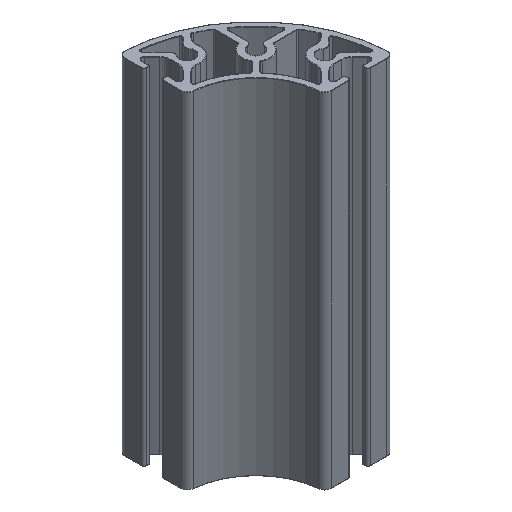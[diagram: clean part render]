
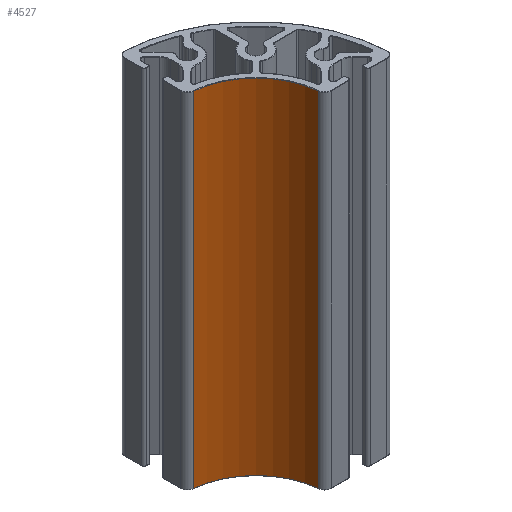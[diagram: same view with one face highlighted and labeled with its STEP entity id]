
A CAD part, isometric view. The second image highlights one B-rep face of the part: STEP entity #4527.
In plain terms, the highlighted cylindrical face has radius 20 mm (diameter 40 mm), a partial arc.
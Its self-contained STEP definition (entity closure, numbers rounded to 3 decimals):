
#193=LINE('',#7991,#437);
#194=LINE('',#7995,#438);
#437=VECTOR('',#6379,10.);
#438=VECTOR('',#6384,10.);
#616=CYLINDRICAL_SURFACE('',#5098,20.);
#829=FACE_OUTER_BOUND('',#1136,.T.);
#1136=EDGE_LOOP('',(#3515,#3516,#3517,#3518));
#1508=CIRCLE('',#5010,20.);
#1558=CIRCLE('',#5099,20.);
#1964=VERTEX_POINT('',#7834);
#1965=VERTEX_POINT('',#7838);
#2003=VERTEX_POINT('',#7990);
#2004=VERTEX_POINT('',#7994);
#2466=EDGE_CURVE('',#1964,#1965,#1508,.T.);
#2541=EDGE_CURVE('',#2003,#1965,#193,.T.);
#2543=EDGE_CURVE('',#2004,#1964,#194,.T.);
#2544=EDGE_CURVE('',#2003,#2004,#1558,.T.);
#3515=ORIENTED_EDGE('',*,*,#2466,.F.);
#3516=ORIENTED_EDGE('',*,*,#2543,.F.);
#3517=ORIENTED_EDGE('',*,*,#2544,.F.);
#3518=ORIENTED_EDGE('',*,*,#2541,.T.);
#4527=ADVANCED_FACE('',(#829),#616,.F.);
#5010=AXIS2_PLACEMENT_3D('',#7840,#6179,#6180);
#5098=AXIS2_PLACEMENT_3D('',#7993,#6382,#6383);
#5099=AXIS2_PLACEMENT_3D('',#7996,#6385,#6386);
#6179=DIRECTION('center_axis',(0.,0.,-1.));
#6180=DIRECTION('ref_axis',(0.707,0.707,0.));
#6379=DIRECTION('',(0.,0.,1.));
#6382=DIRECTION('center_axis',(0.,0.,1.));
#6383=DIRECTION('ref_axis',(1.,0.,0.));
#6384=DIRECTION('',(0.,0.,1.));
#6385=DIRECTION('center_axis',(0.,0.,1.));
#6386=DIRECTION('ref_axis',(0.707,0.707,0.));
#7834=CARTESIAN_POINT('',(4648.648,1803.759,99.9));
#7838=CARTESIAN_POINT('',(4666.747,1785.66,99.9));
#7840=CARTESIAN_POINT('Origin',(4646.829,1783.841,99.9));
#7990=CARTESIAN_POINT('',(4666.747,1785.66,0.1));
#7991=CARTESIAN_POINT('',(4666.747,1785.66,0.));
#7993=CARTESIAN_POINT('Origin',(4646.829,1783.841,0.));
#7994=CARTESIAN_POINT('',(4648.648,1803.759,0.1));
#7995=CARTESIAN_POINT('',(4648.648,1803.759,0.));
#7996=CARTESIAN_POINT('Origin',(4646.829,1783.841,0.1));
